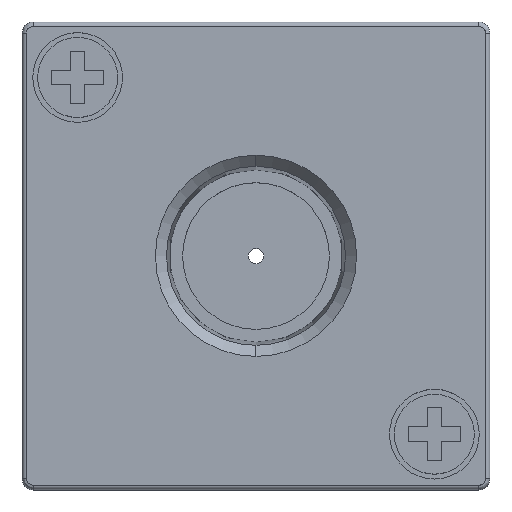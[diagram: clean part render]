
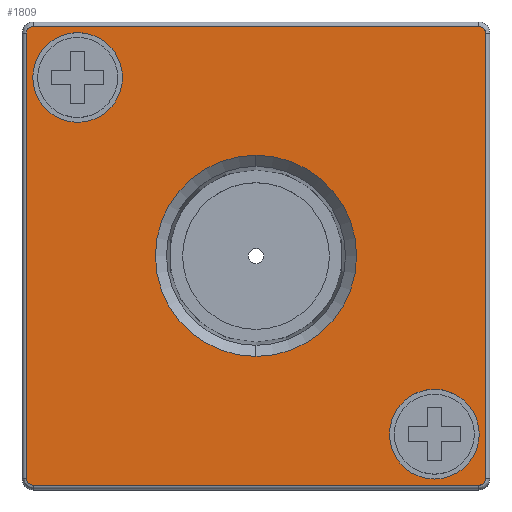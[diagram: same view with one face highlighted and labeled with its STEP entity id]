
A CAD part, top view. The second image highlights one B-rep face of the part: STEP entity #1809.
In plain terms, the highlighted planar face has unit normal (0, 0, 1).
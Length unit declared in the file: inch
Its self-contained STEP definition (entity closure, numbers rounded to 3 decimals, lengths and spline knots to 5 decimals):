
#4 = ORIENTED_EDGE ( 'NONE', *, *, #1887, .F. ) ;
#19 = CARTESIAN_POINT ( 'NONE',  ( 0., 0., 0.227 ) ) ;
#26 = VECTOR ( 'NONE', #202, 39.37008 ) ;
#30 = DIRECTION ( 'NONE',  ( 0., 0., 1. ) ) ;
#39 = DIRECTION ( 'NONE',  ( 0., -1., 0. ) ) ;
#40 = CIRCLE ( 'NONE', #411, 0.1015 ) ;
#75 = EDGE_LOOP ( 'NONE', ( #1657, #1747 ) ) ;
#87 = VERTEX_POINT ( 'NONE', #1939 ) ;
#90 = CARTESIAN_POINT ( 'NONE',  ( 0.504, -0.519, 0.227 ) ) ;
#107 = CARTESIAN_POINT ( 'NONE',  ( 0.519, -0.504, 0.227 ) ) ;
#114 = CARTESIAN_POINT ( 'NONE',  ( -0.51279, 0.519, 0.227 ) ) ;
#122 = CARTESIAN_POINT ( 'NONE',  ( -0.519, 0.51279, 0.227 ) ) ;
#131 = CARTESIAN_POINT ( 'NONE',  ( -0.519, 0.504, 0.227 ) ) ;
#137 = VERTEX_POINT ( 'NONE', #1869 ) ;
#150 = CARTESIAN_POINT ( 'NONE',  ( -0.504, 0.519, 0.227 ) ) ;
#194 = DIRECTION ( 'NONE',  ( 0., -1., 0. ) ) ;
#196 = EDGE_CURVE ( 'NONE', #2317, #2206, #1348, .T. ) ;
#202 = DIRECTION ( 'NONE',  ( 1., 0., 0. ) ) ;
#218 = VECTOR ( 'NONE', #194, 39.37008 ) ;
#227 = CARTESIAN_POINT ( 'NONE',  ( 0., 0.519, 0.227 ) ) ;
#238 = DIRECTION ( 'NONE',  ( 1., 0., 0. ) ) ;
#244 = CARTESIAN_POINT ( 'NONE',  ( 0.519, 0., 0.227 ) ) ;
#256 = DIRECTION ( 'NONE',  ( 0., 0., 1. ) ) ;
#260 = CARTESIAN_POINT ( 'NONE',  ( 0.4035, -0.4035, 0.227 ) ) ;
#274 = CARTESIAN_POINT ( 'NONE',  ( -0.504, -0.519, 0.227 ) ) ;
#275 = AXIS2_PLACEMENT_3D ( 'NONE', #2237, #1224, #2156 ) ;
#280 = DIRECTION ( 'NONE',  ( 0., 0., -1. ) ) ;
#338 = AXIS2_PLACEMENT_3D ( 'NONE', #587, #1896, #776 ) ;
#385 = ORIENTED_EDGE ( 'NONE', *, *, #196, .F. ) ;
#390 = LINE ( 'NONE', #244, #218 ) ;
#398 = VERTEX_POINT ( 'NONE', #1388 ) ;
#399 = EDGE_CURVE ( 'NONE', #935, #1818, #694, .T. ) ;
#409 = DIRECTION ( 'NONE',  ( -1., 0., 0. ) ) ;
#411 = AXIS2_PLACEMENT_3D ( 'NONE', #1045, #1945, #1940 ) ;
#434 = CARTESIAN_POINT ( 'NONE',  ( 0., -0.519, 0.227 ) ) ;
#463 = EDGE_CURVE ( 'NONE', #1462, #2147, #714, .T. ) ;
#546 = VERTEX_POINT ( 'NONE', #964 ) ;
#565 = FACE_OUTER_BOUND ( 'NONE', #761, .T. ) ;
#587 = CARTESIAN_POINT ( 'NONE',  ( 0., 0., 0.227 ) ) ;
#615 = VECTOR ( 'NONE', #409, 39.37008 ) ;
#618 = ORIENTED_EDGE ( 'NONE', *, *, #904, .F. ) ;
#619 = CARTESIAN_POINT ( 'NONE',  ( -0.302, 0.4035, 0.227 ) ) ;
#686 = VERTEX_POINT ( 'NONE', #619 ) ;
#694 =( BOUNDED_CURVE ( )  B_SPLINE_CURVE ( 3, ( #1371, #1373, #1363, #1359 ),
 .UNSPECIFIED., .F., .F. ) 
 B_SPLINE_CURVE_WITH_KNOTS ( ( 4, 4 ),
 ( 0., 1. ),
 .UNSPECIFIED. ) 
 CURVE ( )  GEOMETRIC_REPRESENTATION_ITEM ( )  RATIONAL_B_SPLINE_CURVE ( ( 1., 0.805, 0.805, 1. ) ) 
 REPRESENTATION_ITEM ( '' )  );
#714 =( BOUNDED_CURVE ( )  B_SPLINE_CURVE ( 3, ( #1213, #1262, #1265, #1209 ),
 .UNSPECIFIED., .F., .F. ) 
 B_SPLINE_CURVE_WITH_KNOTS ( ( 4, 4 ),
 ( 0., 1. ),
 .UNSPECIFIED. ) 
 CURVE ( )  GEOMETRIC_REPRESENTATION_ITEM ( )  RATIONAL_B_SPLINE_CURVE ( ( 1., 0.805, 0.805, 1. ) ) 
 REPRESENTATION_ITEM ( '' )  );
#745 = ORIENTED_EDGE ( 'NONE', *, *, #939, .F. ) ;
#755 = EDGE_CURVE ( 'NONE', #1818, #87, #1190, .T. ) ;
#761 = EDGE_LOOP ( 'NONE', ( #745, #385, #938, #2125, #2046, #2137, #772, #2146 ) ) ;
#772 = ORIENTED_EDGE ( 'NONE', *, *, #463, .F. ) ;
#776 = DIRECTION ( 'NONE',  ( 0., -1., 0. ) ) ;
#817 = EDGE_CURVE ( 'NONE', #1341, #546, #2094, .T. ) ;
#838 =( BOUNDED_CURVE ( )  B_SPLINE_CURVE ( 3, ( #131, #122, #114, #150 ),
 .UNSPECIFIED., .F., .T. ) 
 B_SPLINE_CURVE_WITH_KNOTS ( ( 4, 4 ),
 ( 0., 1. ),
 .UNSPECIFIED. ) 
 CURVE ( )  GEOMETRIC_REPRESENTATION_ITEM ( )  RATIONAL_B_SPLINE_CURVE ( ( 1., 0.805, 0.805, 1. ) ) 
 REPRESENTATION_ITEM ( '' )  );
#857 = EDGE_CURVE ( 'NONE', #1731, #1462, #2073, .T. ) ;
#900 =( BOUNDED_CURVE ( )  B_SPLINE_CURVE ( 3, ( #274, #2118, #1032, #2274 ),
 .UNSPECIFIED., .F., .F. ) 
 B_SPLINE_CURVE_WITH_KNOTS ( ( 4, 4 ),
 ( 0., 1. ),
 .UNSPECIFIED. ) 
 CURVE ( )  GEOMETRIC_REPRESENTATION_ITEM ( )  RATIONAL_B_SPLINE_CURVE ( ( 1., 0.805, 0.805, 1. ) ) 
 REPRESENTATION_ITEM ( '' )  );
#904 = EDGE_CURVE ( 'NONE', #398, #1721, #1439, .T. ) ;
#935 = VERTEX_POINT ( 'NONE', #107 ) ;
#938 = ORIENTED_EDGE ( 'NONE', *, *, #1689, .F. ) ;
#939 = EDGE_CURVE ( 'NONE', #2206, #1731, #838, .T. ) ;
#957 = CIRCLE ( 'NONE', #338, 0.2275 ) ;
#958 = EDGE_CURVE ( 'NONE', #2147, #935, #390, .T. ) ;
#964 = CARTESIAN_POINT ( 'NONE',  ( 0.302, -0.4035, 0.227 ) ) ;
#1032 = CARTESIAN_POINT ( 'NONE',  ( -0.519, -0.51279, 0.227 ) ) ;
#1045 = CARTESIAN_POINT ( 'NONE',  ( 0.4035, -0.4035, 0.227 ) ) ;
#1073 = CARTESIAN_POINT ( 'NONE',  ( -0.4035, 0.4035, 0.227 ) ) ;
#1085 = AXIS2_PLACEMENT_3D ( 'NONE', #19, #30, #39 ) ;
#1161 = AXIS2_PLACEMENT_3D ( 'NONE', #260, #256, #238 ) ;
#1190 = LINE ( 'NONE', #434, #615 ) ;
#1209 = CARTESIAN_POINT ( 'NONE',  ( 0.519, 0.504, 0.227 ) ) ;
#1213 = CARTESIAN_POINT ( 'NONE',  ( 0.504, 0.519, 0.227 ) ) ;
#1220 = AXIS2_PLACEMENT_3D ( 'NONE', #1073, #2311, #1259 ) ;
#1224 = DIRECTION ( 'NONE',  ( 0., 0., 1. ) ) ;
#1259 = DIRECTION ( 'NONE',  ( 1., 0., 0. ) ) ;
#1260 = CARTESIAN_POINT ( 'NONE',  ( 0.519, 0.504, 0.227 ) ) ;
#1262 = CARTESIAN_POINT ( 'NONE',  ( 0.51279, 0.519, 0.227 ) ) ;
#1264 = CIRCLE ( 'NONE', #275, 0.1015 ) ;
#1265 = CARTESIAN_POINT ( 'NONE',  ( 0.519, 0.51279, 0.227 ) ) ;
#1341 = VERTEX_POINT ( 'NONE', #1882 ) ;
#1342 = EDGE_CURVE ( 'NONE', #546, #1341, #40, .T. ) ;
#1348 = LINE ( 'NONE', #1840, #2198 ) ;
#1354 = EDGE_CURVE ( 'NONE', #686, #137, #1264, .T. ) ;
#1359 = CARTESIAN_POINT ( 'NONE',  ( 0.504, -0.519, 0.227 ) ) ;
#1363 = CARTESIAN_POINT ( 'NONE',  ( 0.51279, -0.519, 0.227 ) ) ;
#1371 = CARTESIAN_POINT ( 'NONE',  ( 0.519, -0.504, 0.227 ) ) ;
#1373 = CARTESIAN_POINT ( 'NONE',  ( 0.519, -0.51279, 0.227 ) ) ;
#1388 = CARTESIAN_POINT ( 'NONE',  ( 0., 0.2275, 0.227 ) ) ;
#1393 = CARTESIAN_POINT ( 'NONE',  ( 0., 0., 0.227 ) ) ;
#1439 = CIRCLE ( 'NONE', #1085, 0.2275 ) ;
#1456 = ORIENTED_EDGE ( 'NONE', *, *, #1952, .F. ) ;
#1462 = VERTEX_POINT ( 'NONE', #2309 ) ;
#1574 = DIRECTION ( 'NONE',  ( -1., 0., 0. ) ) ;
#1657 = ORIENTED_EDGE ( 'NONE', *, *, #817, .F. ) ;
#1689 = EDGE_CURVE ( 'NONE', #87, #2317, #900, .T. ) ;
#1721 = VERTEX_POINT ( 'NONE', #1970 ) ;
#1731 = VERTEX_POINT ( 'NONE', #2284 ) ;
#1747 = ORIENTED_EDGE ( 'NONE', *, *, #1342, .F. ) ;
#1777 = DIRECTION ( 'NONE',  ( 0., 1., 0. ) ) ;
#1809 = ADVANCED_FACE ( 'NONE', ( #565, #1978, #2055, #2179 ), #2114, .F. ) ;
#1818 = VERTEX_POINT ( 'NONE', #90 ) ;
#1840 = CARTESIAN_POINT ( 'NONE',  ( -0.519, 0., 0.227 ) ) ;
#1858 = CARTESIAN_POINT ( 'NONE',  ( -0.519, -0.504, 0.227 ) ) ;
#1869 = CARTESIAN_POINT ( 'NONE',  ( -0.505, 0.4035, 0.227 ) ) ;
#1882 = CARTESIAN_POINT ( 'NONE',  ( 0.505, -0.4035, 0.227 ) ) ;
#1887 = EDGE_CURVE ( 'NONE', #137, #686, #2226, .T. ) ;
#1892 = ORIENTED_EDGE ( 'NONE', *, *, #1354, .F. ) ;
#1896 = DIRECTION ( 'NONE',  ( 0., 0., 1. ) ) ;
#1909 = AXIS2_PLACEMENT_3D ( 'NONE', #1393, #280, #1574 ) ;
#1939 = CARTESIAN_POINT ( 'NONE',  ( -0.504, -0.519, 0.227 ) ) ;
#1940 = DIRECTION ( 'NONE',  ( 1., 0., 0. ) ) ;
#1945 = DIRECTION ( 'NONE',  ( 0., 0., 1. ) ) ;
#1952 = EDGE_CURVE ( 'NONE', #1721, #398, #957, .T. ) ;
#1970 = CARTESIAN_POINT ( 'NONE',  ( 0., -0.2275, 0.227 ) ) ;
#1978 = FACE_BOUND ( 'NONE', #2042, .T. ) ;
#2042 = EDGE_LOOP ( 'NONE', ( #1892, #4 ) ) ;
#2046 = ORIENTED_EDGE ( 'NONE', *, *, #399, .F. ) ;
#2055 = FACE_BOUND ( 'NONE', #75, .T. ) ;
#2073 = LINE ( 'NONE', #227, #26 ) ;
#2094 = CIRCLE ( 'NONE', #1161, 0.1015 ) ;
#2114 = PLANE ( 'NONE',  #1909 ) ;
#2118 = CARTESIAN_POINT ( 'NONE',  ( -0.51279, -0.519, 0.227 ) ) ;
#2125 = ORIENTED_EDGE ( 'NONE', *, *, #755, .F. ) ;
#2137 = ORIENTED_EDGE ( 'NONE', *, *, #958, .F. ) ;
#2146 = ORIENTED_EDGE ( 'NONE', *, *, #857, .F. ) ;
#2147 = VERTEX_POINT ( 'NONE', #1260 ) ;
#2156 = DIRECTION ( 'NONE',  ( 1., 0., 0. ) ) ;
#2179 = FACE_BOUND ( 'NONE', #2249, .T. ) ;
#2198 = VECTOR ( 'NONE', #1777, 39.37008 ) ;
#2206 = VERTEX_POINT ( 'NONE', #2332 ) ;
#2226 = CIRCLE ( 'NONE', #1220, 0.1015 ) ;
#2237 = CARTESIAN_POINT ( 'NONE',  ( -0.4035, 0.4035, 0.227 ) ) ;
#2249 = EDGE_LOOP ( 'NONE', ( #1456, #618 ) ) ;
#2274 = CARTESIAN_POINT ( 'NONE',  ( -0.519, -0.504, 0.227 ) ) ;
#2284 = CARTESIAN_POINT ( 'NONE',  ( -0.504, 0.519, 0.227 ) ) ;
#2309 = CARTESIAN_POINT ( 'NONE',  ( 0.504, 0.519, 0.227 ) ) ;
#2311 = DIRECTION ( 'NONE',  ( 0., 0., 1. ) ) ;
#2317 = VERTEX_POINT ( 'NONE', #1858 ) ;
#2332 = CARTESIAN_POINT ( 'NONE',  ( -0.519, 0.504, 0.227 ) ) ;
